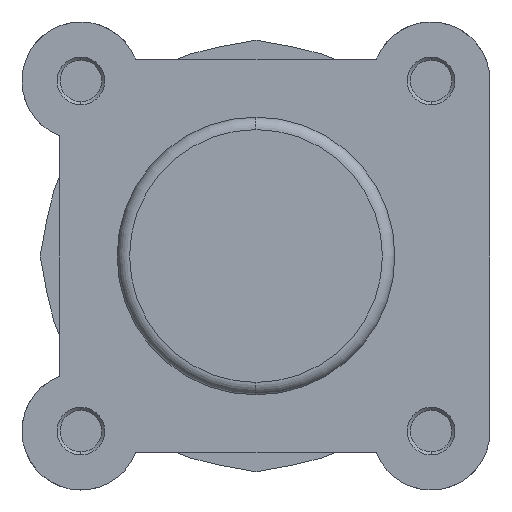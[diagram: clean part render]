
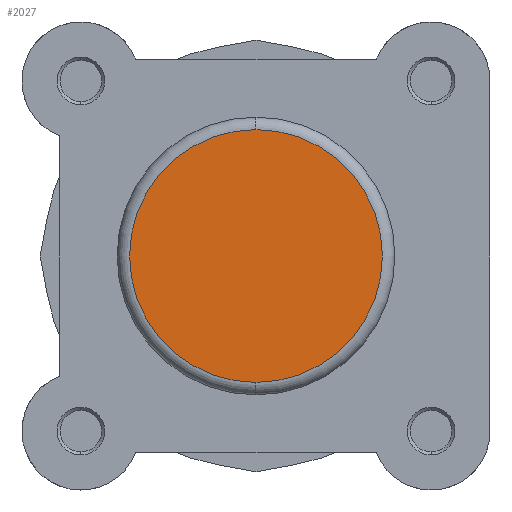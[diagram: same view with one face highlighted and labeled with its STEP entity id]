
A CAD part, left-side view. The second image highlights one B-rep face of the part: STEP entity #2027.
In plain terms, the highlighted planar face has unit normal (-1, 0, 0).
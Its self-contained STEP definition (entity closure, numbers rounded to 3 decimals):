
#474 = EDGE_LOOP ( 'NONE', ( #746, #651 ) ) ;
#651 = ORIENTED_EDGE ( 'NONE', *, *, #898, .T. ) ;
#746 = ORIENTED_EDGE ( 'NONE', *, *, #1124, .T. ) ;
#898 = EDGE_CURVE ( 'NONE', #3811, #3407, #2563, .T. ) ;
#1098 = AXIS2_PLACEMENT_3D ( 'NONE', #4009, #4011, #4012 ) ;
#1124 = EDGE_CURVE ( 'NONE', #3407, #3811, #2786, .T. ) ;
#1316 = AXIS2_PLACEMENT_3D ( 'NONE', #3817, #3470, #3678 ) ;
#1695 = CARTESIAN_POINT ( 'NONE',  ( 0., 0., -20.4 ) ) ;
#1847 = CARTESIAN_POINT ( 'NONE',  ( 0., 0., 20.4 ) ) ;
#2027 = ADVANCED_FACE ( 'NONE', ( #3134 ), #4665, .F. ) ;
#2563 = CIRCLE ( 'NONE', #1316, 20.4 ) ;
#2786 = CIRCLE ( 'NONE', #1098, 20.4 ) ;
#3134 = FACE_OUTER_BOUND ( 'NONE', #474, .T. ) ;
#3407 = VERTEX_POINT ( 'NONE', #1695 ) ;
#3470 = DIRECTION ( 'NONE',  ( -1., 0., 0. ) ) ;
#3678 = DIRECTION ( 'NONE',  ( 0., 0., -1. ) ) ;
#3811 = VERTEX_POINT ( 'NONE', #1847 ) ;
#3817 = CARTESIAN_POINT ( 'NONE',  ( 0., 0., 0. ) ) ;
#4009 = CARTESIAN_POINT ( 'NONE',  ( 0., 0., 0. ) ) ;
#4011 = DIRECTION ( 'NONE',  ( -1., 0., 0. ) ) ;
#4012 = DIRECTION ( 'NONE',  ( 0., 0., -1. ) ) ;
#4664 = CARTESIAN_POINT ( 'NONE',  ( 0., 0., 0. ) ) ;
#4665 = PLANE ( 'NONE',  #5171 ) ;
#4667 = DIRECTION ( 'NONE',  ( 1., 0., 0. ) ) ;
#4668 = DIRECTION ( 'NONE',  ( 0., 0., -1. ) ) ;
#5171 = AXIS2_PLACEMENT_3D ( 'NONE', #4664, #4667, #4668 ) ;
